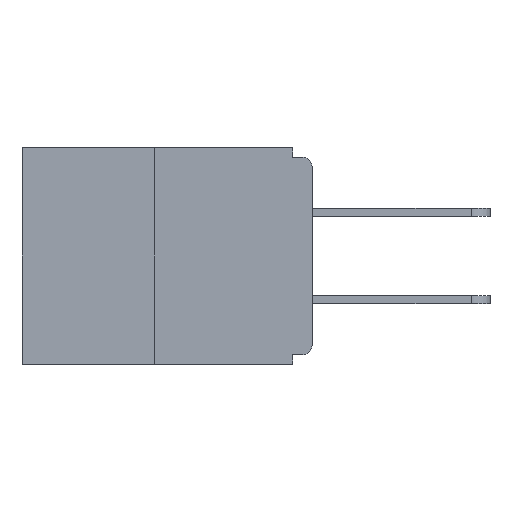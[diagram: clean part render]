
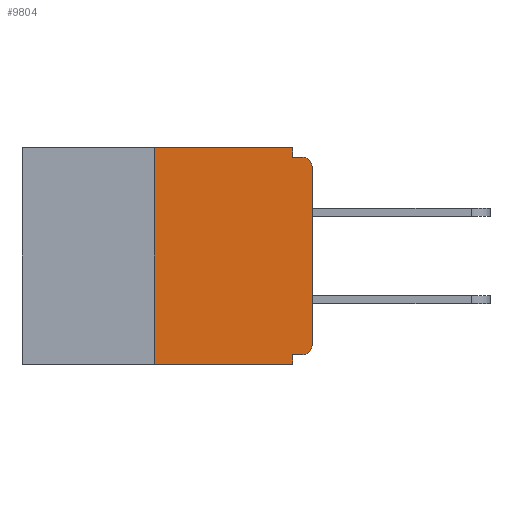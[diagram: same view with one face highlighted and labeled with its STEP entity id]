
A CAD part, left-side view. The second image highlights one B-rep face of the part: STEP entity #9804.
In plain terms, the highlighted planar face has unit normal (-1, 0, 0).
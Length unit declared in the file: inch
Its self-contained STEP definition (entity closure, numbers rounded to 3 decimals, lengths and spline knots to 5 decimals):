
#175 = VERTEX_POINT ( 'NONE', #4095 ) ;
#715 = EDGE_CURVE ( 'NONE', #21273, #11978, #18391, .T. ) ;
#846 = EDGE_CURVE ( 'NONE', #11978, #10056, #1804, .T. ) ;
#1025 = VERTEX_POINT ( 'NONE', #25831 ) ;
#1139 = EDGE_CURVE ( 'NONE', #11534, #13850, #29034, .T. ) ;
#1397 = CARTESIAN_POINT ( 'NONE',  ( 0., 0., -0.03 ) ) ;
#1804 = LINE ( 'NONE', #16417, #17276 ) ;
#2144 = DIRECTION ( 'NONE',  ( 0., 0., -1. ) ) ;
#2574 = ORIENTED_EDGE ( 'NONE', *, *, #846, .T. ) ;
#2693 = AXIS2_PLACEMENT_3D ( 'NONE', #9853, #16702, #21651 ) ;
#3122 = ORIENTED_EDGE ( 'NONE', *, *, #24067, .T. ) ;
#3321 = CARTESIAN_POINT ( 'NONE',  ( 0., 0.25, -0.343 ) ) ;
#3364 = VECTOR ( 'NONE', #5953, 39.37008 ) ;
#4095 = CARTESIAN_POINT ( 'NONE',  ( 0., 0.015, -0.015 ) ) ;
#5341 = VECTOR ( 'NONE', #24671, 39.37008 ) ;
#5953 = DIRECTION ( 'NONE',  ( 0., 1., 0. ) ) ;
#6191 = VECTOR ( 'NONE', #16868, 39.37008 ) ;
#6969 = LINE ( 'NONE', #21506, #17295 ) ;
#9219 = DIRECTION ( 'NONE',  ( 1., 0., 0. ) ) ;
#9528 = VECTOR ( 'NONE', #19901, 39.37008 ) ;
#9804 = ADVANCED_FACE ( 'NONE', ( #28553 ), #21155, .F. ) ;
#9816 = CARTESIAN_POINT ( 'NONE',  ( 0., 0.25, 0. ) ) ;
#9853 = CARTESIAN_POINT ( 'NONE',  ( 0., 0.015, -0.03 ) ) ;
#10056 = VERTEX_POINT ( 'NONE', #1397 ) ;
#10121 = ORIENTED_EDGE ( 'NONE', *, *, #29197, .F. ) ;
#10316 = ORIENTED_EDGE ( 'NONE', *, *, #1139, .T. ) ;
#10679 = ORIENTED_EDGE ( 'NONE', *, *, #26893, .F. ) ;
#11201 = ORIENTED_EDGE ( 'NONE', *, *, #18031, .F. ) ;
#11301 = CARTESIAN_POINT ( 'NONE',  ( 0., 0.46, 0. ) ) ;
#11534 = VERTEX_POINT ( 'NONE', #3321 ) ;
#11978 = VERTEX_POINT ( 'NONE', #13415 ) ;
#12002 = LINE ( 'NONE', #17993, #5341 ) ;
#12660 = CIRCLE ( 'NONE', #2693, 0.015 ) ;
#12700 = LINE ( 'NONE', #16938, #30368 ) ;
#13141 = ORIENTED_EDGE ( 'NONE', *, *, #15155, .F. ) ;
#13177 = AXIS2_PLACEMENT_3D ( 'NONE', #11301, #9219, #2144 ) ;
#13415 = CARTESIAN_POINT ( 'NONE',  ( 0., 0., -0.313 ) ) ;
#13598 = LINE ( 'NONE', #26616, #25364 ) ;
#13818 = EDGE_CURVE ( 'NONE', #11534, #14418, #12700, .T. ) ;
#13850 = VERTEX_POINT ( 'NONE', #21778 ) ;
#14190 = ORIENTED_EDGE ( 'NONE', *, *, #18446, .F. ) ;
#14281 = DIRECTION ( 'NONE',  ( 0., 0., 1. ) ) ;
#14418 = VERTEX_POINT ( 'NONE', #9816 ) ;
#14913 = CARTESIAN_POINT ( 'NONE',  ( 0., 0.031, -0.015 ) ) ;
#15155 = EDGE_CURVE ( 'NONE', #21273, #1025, #18516, .T. ) ;
#15258 = ORIENTED_EDGE ( 'NONE', *, *, #715, .T. ) ;
#16417 = CARTESIAN_POINT ( 'NONE',  ( 0., 0., 0. ) ) ;
#16702 = DIRECTION ( 'NONE',  ( -1., 0., 0. ) ) ;
#16776 = CARTESIAN_POINT ( 'NONE',  ( 0., 0.46, -0.343 ) ) ;
#16868 = DIRECTION ( 'NONE',  ( 0., -1., 0. ) ) ;
#16938 = CARTESIAN_POINT ( 'NONE',  ( 0., 0.25, 0. ) ) ;
#17276 = VECTOR ( 'NONE', #14281, 39.37008 ) ;
#17295 = VECTOR ( 'NONE', #26619, 39.37008 ) ;
#17993 = CARTESIAN_POINT ( 'NONE',  ( 0., 0.031, -0.343 ) ) ;
#18031 = EDGE_CURVE ( 'NONE', #25028, #24665, #22832, .T. ) ;
#18391 = CIRCLE ( 'NONE', #20880, 0.015 ) ;
#18446 = EDGE_CURVE ( 'NONE', #1025, #13850, #12002, .T. ) ;
#18516 = LINE ( 'NONE', #20183, #3364 ) ;
#19901 = DIRECTION ( 'NONE',  ( 0., 0., -1. ) ) ;
#20183 = CARTESIAN_POINT ( 'NONE',  ( 0., 0., -0.328 ) ) ;
#20307 = ORIENTED_EDGE ( 'NONE', *, *, #13818, .F. ) ;
#20880 = AXIS2_PLACEMENT_3D ( 'NONE', #27968, #29925, #30334 ) ;
#21155 = PLANE ( 'NONE',  #13177 ) ;
#21273 = VERTEX_POINT ( 'NONE', #26547 ) ;
#21506 = CARTESIAN_POINT ( 'NONE',  ( 0., 0.46, 0. ) ) ;
#21651 = DIRECTION ( 'NONE',  ( 0., 0., -1. ) ) ;
#21778 = CARTESIAN_POINT ( 'NONE',  ( 0., 0.031, -0.343 ) ) ;
#22031 = DIRECTION ( 'NONE',  ( 0., 0., 1. ) ) ;
#22832 = LINE ( 'NONE', #24513, #9528 ) ;
#24067 = EDGE_CURVE ( 'NONE', #10056, #175, #12660, .T. ) ;
#24513 = CARTESIAN_POINT ( 'NONE',  ( 0., 0.031, 0. ) ) ;
#24665 = VERTEX_POINT ( 'NONE', #14913 ) ;
#24671 = DIRECTION ( 'NONE',  ( 0., 0., -1. ) ) ;
#25028 = VERTEX_POINT ( 'NONE', #30121 ) ;
#25074 = DIRECTION ( 'NONE',  ( 0., -1., 0. ) ) ;
#25364 = VECTOR ( 'NONE', #25074, 39.37008 ) ;
#25831 = CARTESIAN_POINT ( 'NONE',  ( 0., 0.031, -0.328 ) ) ;
#26330 = EDGE_LOOP ( 'NONE', ( #10679, #20307, #10316, #14190, #13141, #15258, #2574, #3122, #10121, #11201 ) ) ;
#26547 = CARTESIAN_POINT ( 'NONE',  ( 0., 0.015, -0.328 ) ) ;
#26616 = CARTESIAN_POINT ( 'NONE',  ( 0., 0., -0.015 ) ) ;
#26619 = DIRECTION ( 'NONE',  ( 0., -1., 0. ) ) ;
#26893 = EDGE_CURVE ( 'NONE', #14418, #25028, #6969, .T. ) ;
#27968 = CARTESIAN_POINT ( 'NONE',  ( 0., 0.015, -0.313 ) ) ;
#28553 = FACE_OUTER_BOUND ( 'NONE', #26330, .T. ) ;
#29034 = LINE ( 'NONE', #16776, #6191 ) ;
#29197 = EDGE_CURVE ( 'NONE', #24665, #175, #13598, .T. ) ;
#29925 = DIRECTION ( 'NONE',  ( -1., 0., 0. ) ) ;
#30121 = CARTESIAN_POINT ( 'NONE',  ( 0., 0.031, 0. ) ) ;
#30334 = DIRECTION ( 'NONE',  ( 0., 0., -1. ) ) ;
#30368 = VECTOR ( 'NONE', #22031, 39.37008 ) ;
